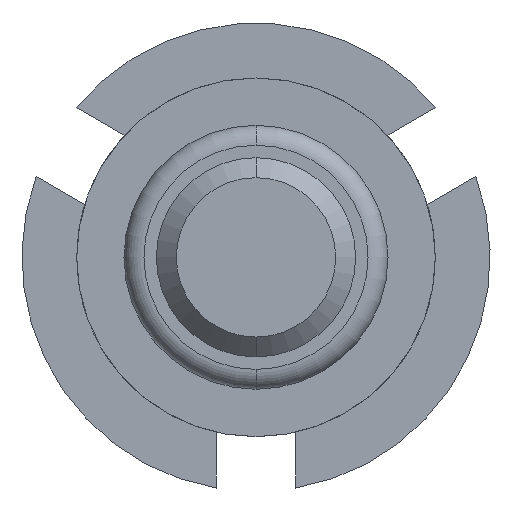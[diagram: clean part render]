
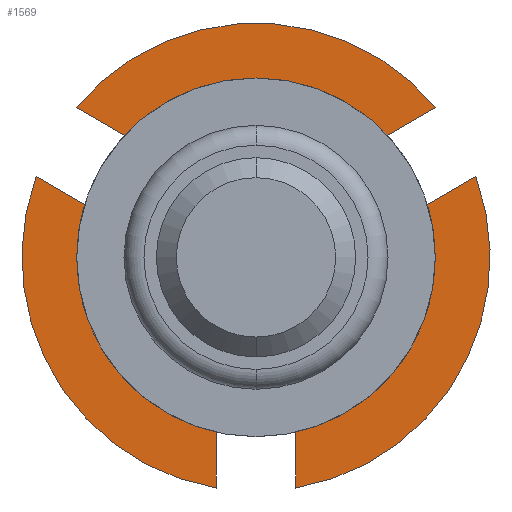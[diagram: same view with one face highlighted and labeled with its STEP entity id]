
A CAD part, front view. The second image highlights one B-rep face of the part: STEP entity #1569.
In plain terms, the highlighted planar face has unit normal (0, -1, 0).
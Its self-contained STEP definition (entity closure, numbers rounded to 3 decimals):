
#88 = DIRECTION ( 'NONE',  ( 0., 0., -1. ) ) ;
#104 = CARTESIAN_POINT ( 'NONE',  ( 0., 5.5, -1.6 ) ) ;
#123 = VECTOR ( 'NONE', #1655, 1000. ) ;
#186 = CARTESIAN_POINT ( 'NONE',  ( -1.386, 5.5, 0.8 ) ) ;
#193 = DIRECTION ( 'NONE',  ( 0.839, 0., -0.545 ) ) ;
#199 = CIRCLE ( 'NONE', #4833, 2.35 ) ;
#203 = DIRECTION ( 'NONE',  ( 0., 0., -1. ) ) ;
#207 = VECTOR ( 'NONE', #2915, 1000. ) ;
#209 = VECTOR ( 'NONE', #791, 1000. ) ;
#220 = CARTESIAN_POINT ( 'NONE',  ( 0.2, 5.5, -0.346 ) ) ;
#325 = CARTESIAN_POINT ( 'NONE',  ( 0., 5.5, 1.075 ) ) ;
#354 = EDGE_CURVE ( 'Defeature ausgef�hrt4_30+Defeature ausgef�hrt4_26+Defeature ausgef�hrt4_27+Defeature ausgef�hrt4_29', #3202, #4795, #5045, .T. ) ;
#447 = CARTESIAN_POINT ( 'NONE',  ( 0., 5.5, 1.075 ) ) ;
#487 = CARTESIAN_POINT ( 'NONE',  ( 1.655, 5.5, 0. ) ) ;
#539 = LINE ( 'NONE', #4420, #1471 ) ;
#578 = EDGE_CURVE ( 'Defeature ausgef�hrt4_29+Defeature ausgef�hrt4_26+Defeature ausgef�hrt4_30+Defeature ausgef�hrt4_28', #4795, #4675, #3178, .T. ) ;
#615 = CARTESIAN_POINT ( 'NONE',  ( -1.655, 5.5, 0. ) ) ;
#653 = ORIENTED_EDGE ( 'NONE', *, *, #3691, .F. ) ;
#791 = DIRECTION ( 'NONE',  ( -0.866, 0., -0.5 ) ) ;
#840 = CARTESIAN_POINT ( 'NONE',  ( 0., 5.5, 0. ) ) ;
#860 = LINE ( 'NONE', #3089, #1661 ) ;
#945 = CARTESIAN_POINT ( 'NONE',  ( 0., 5.5, -1.075 ) ) ;
#969 = EDGE_LOOP ( 'NONE', ( #1324, #1691, #2317, #1550 ) ) ;
#1011 = CARTESIAN_POINT ( 'NONE',  ( -1.805, 5.5, 1.504 ) ) ;
#1063 = LINE ( 'NONE', #1388, #4073 ) ;
#1138 = VERTEX_POINT ( 'NONE', #3299 ) ;
#1143 = EDGE_CURVE ( 'Defeature ausgef�hrt4_36+Defeature ausgef�hrt4_26+Defeature ausgef�hrt4_37+Defeature ausgef�hrt4_35', #2778, #4301, #1800, .T. ) ;
#1166 = ORIENTED_EDGE ( 'NONE', *, *, #3205, .F. ) ;
#1209 = VERTEX_POINT ( 'NONE', #4005 ) ;
#1244 = CARTESIAN_POINT ( 'NONE',  ( -0.2, 5.5, -0.346 ) ) ;
#1294 = VECTOR ( 'NONE', #2544, 1000. ) ;
#1312 = DIRECTION ( 'NONE',  ( 0.5, 0., 0.866 ) ) ;
#1324 = ORIENTED_EDGE ( 'NONE', *, *, #4361, .F. ) ;
#1388 = CARTESIAN_POINT ( 'NONE',  ( 0.2, 5.5, 0.346 ) ) ;
#1430 = CARTESIAN_POINT ( 'NONE',  ( 1.805, 5.5, 1.504 ) ) ;
#1459 = CARTESIAN_POINT ( 'NONE',  ( -0.4, 5.5, -2.316 ) ) ;
#1471 = VECTOR ( 'NONE', #2928, 1000. ) ;
#1502 = ORIENTED_EDGE ( 'NONE', *, *, #5098, .F. ) ;
#1543 = VECTOR ( 'NONE', #4983, 1000. ) ;
#1550 = ORIENTED_EDGE ( 'NONE', *, *, #2147, .F. ) ;
#1569 = ADVANCED_FACE ( 'Defeature ausgef�hrt4_26', ( #4415, #2452 ), #4171, .T. ) ;
#1655 = DIRECTION ( 'NONE',  ( 0.866, 0., -0.5 ) ) ;
#1661 = VECTOR ( 'NONE', #4279, 1000. ) ;
#1691 = ORIENTED_EDGE ( 'NONE', *, *, #578, .F. ) ;
#1727 = CARTESIAN_POINT ( 'NONE',  ( 1.655, 5.5, 0. ) ) ;
#1800 = LINE ( 'NONE', #104, #2717 ) ;
#1802 = DIRECTION ( 'NONE',  ( -0.866, 0., 0.5 ) ) ;
#1870 = AXIS2_PLACEMENT_3D ( 'NONE', #4679, #4317, #2959 ) ;
#1933 = EDGE_CURVE ( 'Defeature ausgef�hrt4_40+Defeature ausgef�hrt4_26+Defeature ausgef�hrt4_19+Defeature ausgef�hrt4_39', #2002, #4031, #3788, .T. ) ;
#1979 = VECTOR ( 'NONE', #203, 1000. ) ;
#1987 = CIRCLE ( 'NONE', #1870, 2.35 ) ;
#1997 = DIRECTION ( 'NONE',  ( 0., 1., 0. ) ) ;
#2002 = VERTEX_POINT ( 'NONE', #1430 ) ;
#2105 = CARTESIAN_POINT ( 'NONE',  ( 0., 5.5, 0. ) ) ;
#2135 = AXIS2_PLACEMENT_3D ( 'NONE', #840, #1997, #88 ) ;
#2136 = ORIENTED_EDGE ( 'NONE', *, *, #1143, .F. ) ;
#2147 = EDGE_CURVE ( 'Defeature ausgef�hrt4_27+Defeature ausgef�hrt4_26+Defeature ausgef�hrt4_28+Defeature ausgef�hrt4_30', #4138, #3202, #4576, .T. ) ;
#2153 = EDGE_LOOP ( 'NONE', ( #3496, #2932, #4986, #1166, #1502, #2136, #3163, #4661, #653, #3013, #2531, #5039 ) ) ;
#2231 = LINE ( 'NONE', #325, #1543 ) ;
#2274 = VERTEX_POINT ( 'NONE', #4457 ) ;
#2317 = ORIENTED_EDGE ( 'NONE', *, *, #354, .F. ) ;
#2359 = CARTESIAN_POINT ( 'NONE',  ( 1.186, 5.5, 1.146 ) ) ;
#2424 = EDGE_CURVE ( 'Defeature ausgef�hrt4_39+Defeature ausgef�hrt4_26+Defeature ausgef�hrt4_40+Defeature ausgef�hrt4_38', #4031, #3585, #539, .T. ) ;
#2452 = FACE_BOUND ( 'NONE', #969, .T. ) ;
#2477 = CARTESIAN_POINT ( 'NONE',  ( -1.655, 5.5, 0. ) ) ;
#2479 = EDGE_CURVE ( 'Defeature ausgef�hrt4_42+Defeature ausgef�hrt4_26+Defeature ausgef�hrt4_43+Defeature ausgef�hrt4_41', #1209, #4383, #4049, .T. ) ;
#2531 = ORIENTED_EDGE ( 'NONE', *, *, #1933, .F. ) ;
#2544 = DIRECTION ( 'NONE',  ( 0.866, 0., 0.5 ) ) ;
#2604 = DIRECTION ( 'NONE',  ( -0.839, 0., -0.545 ) ) ;
#2637 = CARTESIAN_POINT ( 'NONE',  ( 0., 5.5, 0. ) ) ;
#2683 = AXIS2_PLACEMENT_3D ( 'NONE', #2637, #4566, #3771 ) ;
#2717 = VECTOR ( 'NONE', #3266, 1000. ) ;
#2778 = VERTEX_POINT ( 'NONE', #3992 ) ;
#2879 = DIRECTION ( 'NONE',  ( 0., 0., -1. ) ) ;
#2915 = DIRECTION ( 'NONE',  ( 0.839, 0., 0.545 ) ) ;
#2928 = DIRECTION ( 'NONE',  ( 0.5, 0., -0.866 ) ) ;
#2932 = ORIENTED_EDGE ( 'NONE', *, *, #2479, .F. ) ;
#2959 = DIRECTION ( 'NONE',  ( 0., 0., -1. ) ) ;
#3013 = ORIENTED_EDGE ( 'NONE', *, *, #2424, .F. ) ;
#3052 = CARTESIAN_POINT ( 'NONE',  ( -1.186, 5.5, 1.146 ) ) ;
#3056 = VECTOR ( 'NONE', #2604, 1000. ) ;
#3089 = CARTESIAN_POINT ( 'NONE',  ( 0.4, 5.5, 0. ) ) ;
#3117 = EDGE_CURVE ( 'Defeature ausgef�hrt4_37+Defeature ausgef�hrt4_26+Defeature ausgef�hrt4_20+Defeature ausgef�hrt4_36', #1138, #2778, #860, .T. ) ;
#3163 = ORIENTED_EDGE ( 'NONE', *, *, #3117, .F. ) ;
#3178 = LINE ( 'NONE', #487, #207 ) ;
#3202 = VERTEX_POINT ( 'NONE', #2477 ) ;
#3205 = EDGE_CURVE ( 'Defeature ausgef�hrt4_34+Defeature ausgef�hrt4_26+Defeature ausgef�hrt4_35+Defeature ausgef�hrt4_43', #5076, #4659, #199, .T. ) ;
#3266 = DIRECTION ( 'NONE',  ( -1., 0., 0. ) ) ;
#3299 = CARTESIAN_POINT ( 'NONE',  ( 0.4, 5.5, -2.316 ) ) ;
#3336 = VECTOR ( 'NONE', #1312, 1000. ) ;
#3422 = EDGE_CURVE ( 'Defeature ausgef�hrt4_20+Defeature ausgef�hrt4_26+Defeature ausgef�hrt4_38+Defeature ausgef�hrt4_37', #2274, #1138, #1987, .T. ) ;
#3496 = ORIENTED_EDGE ( 'NONE', *, *, #3722, .F. ) ;
#3568 = DIRECTION ( 'NONE',  ( 0., 1., 0. ) ) ;
#3571 = CARTESIAN_POINT ( 'NONE',  ( -0.2, 5.5, 0.346 ) ) ;
#3585 = VERTEX_POINT ( 'NONE', #4353 ) ;
#3618 = CARTESIAN_POINT ( 'NONE',  ( -2.205, 5.5, 0.811 ) ) ;
#3691 = EDGE_CURVE ( 'Defeature ausgef�hrt4_38+Defeature ausgef�hrt4_26+Defeature ausgef�hrt4_39+Defeature ausgef�hrt4_20', #3585, #2274, #3834, .T. ) ;
#3722 = EDGE_CURVE ( 'Defeature ausgef�hrt4_41+Defeature ausgef�hrt4_26+Defeature ausgef�hrt4_42+Defeature ausgef�hrt4_19', #4383, #3745, #1063, .T. ) ;
#3745 = VERTEX_POINT ( 'NONE', #1011 ) ;
#3771 = DIRECTION ( 'NONE',  ( 0., 0., -1. ) ) ;
#3788 = LINE ( 'NONE', #3571, #209 ) ;
#3834 = LINE ( 'NONE', #220, #1294 ) ;
#3992 = CARTESIAN_POINT ( 'NONE',  ( 0.4, 5.5, -1.6 ) ) ;
#4005 = CARTESIAN_POINT ( 'NONE',  ( -1.586, 5.5, 0.454 ) ) ;
#4031 = VERTEX_POINT ( 'NONE', #2359 ) ;
#4049 = LINE ( 'NONE', #186, #3336 ) ;
#4073 = VECTOR ( 'NONE', #1802, 1000. ) ;
#4138 = VERTEX_POINT ( 'NONE', #447 ) ;
#4171 = PLANE ( 'NONE',  #2683 ) ;
#4203 = VECTOR ( 'NONE', #193, 1000. ) ;
#4279 = DIRECTION ( 'NONE',  ( 0., 0., 1. ) ) ;
#4301 = VERTEX_POINT ( 'NONE', #5040 ) ;
#4317 = DIRECTION ( 'NONE',  ( 0., 1., 0. ) ) ;
#4353 = CARTESIAN_POINT ( 'NONE',  ( 1.586, 5.5, 0.454 ) ) ;
#4361 = EDGE_CURVE ( 'Defeature ausgef�hrt4_28+Defeature ausgef�hrt4_26+Defeature ausgef�hrt4_29+Defeature ausgef�hrt4_27', #4675, #4138, #2231, .T. ) ;
#4362 = LINE ( 'NONE', #1244, #123 ) ;
#4383 = VERTEX_POINT ( 'NONE', #3052 ) ;
#4415 = FACE_OUTER_BOUND ( 'NONE', #2153, .T. ) ;
#4420 = CARTESIAN_POINT ( 'NONE',  ( 1.386, 5.5, 0.8 ) ) ;
#4457 = CARTESIAN_POINT ( 'NONE',  ( 2.205, 5.5, 0.811 ) ) ;
#4566 = DIRECTION ( 'NONE',  ( 0., -1., 0. ) ) ;
#4576 = LINE ( 'NONE', #615, #3056 ) ;
#4636 = EDGE_CURVE ( 'Defeature ausgef�hrt4_43+Defeature ausgef�hrt4_26+Defeature ausgef�hrt4_34+Defeature ausgef�hrt4_42', #4659, #1209, #4362, .T. ) ;
#4659 = VERTEX_POINT ( 'NONE', #3618 ) ;
#4661 = ORIENTED_EDGE ( 'NONE', *, *, #3422, .F. ) ;
#4669 = CARTESIAN_POINT ( 'NONE',  ( 0., 5.5, -1.075 ) ) ;
#4675 = VERTEX_POINT ( 'NONE', #1727 ) ;
#4679 = CARTESIAN_POINT ( 'NONE',  ( 0., 5.5, 0. ) ) ;
#4794 = CIRCLE ( 'NONE', #2135, 2.35 ) ;
#4795 = VERTEX_POINT ( 'NONE', #4669 ) ;
#4833 = AXIS2_PLACEMENT_3D ( 'NONE', #2105, #3568, #2879 ) ;
#4863 = LINE ( 'NONE', #4918, #1979 ) ;
#4914 = EDGE_CURVE ( 'Defeature ausgef�hrt4_19+Defeature ausgef�hrt4_26+Defeature ausgef�hrt4_41+Defeature ausgef�hrt4_40', #3745, #2002, #4794, .T. ) ;
#4918 = CARTESIAN_POINT ( 'NONE',  ( -0.4, 5.5, 0. ) ) ;
#4983 = DIRECTION ( 'NONE',  ( -0.839, 0., 0.545 ) ) ;
#4986 = ORIENTED_EDGE ( 'NONE', *, *, #4636, .F. ) ;
#5039 = ORIENTED_EDGE ( 'NONE', *, *, #4914, .F. ) ;
#5040 = CARTESIAN_POINT ( 'NONE',  ( -0.4, 5.5, -1.6 ) ) ;
#5045 = LINE ( 'NONE', #945, #4203 ) ;
#5076 = VERTEX_POINT ( 'NONE', #1459 ) ;
#5098 = EDGE_CURVE ( 'Defeature ausgef�hrt4_35+Defeature ausgef�hrt4_26+Defeature ausgef�hrt4_36+Defeature ausgef�hrt4_34', #4301, #5076, #4863, .T. ) ;
